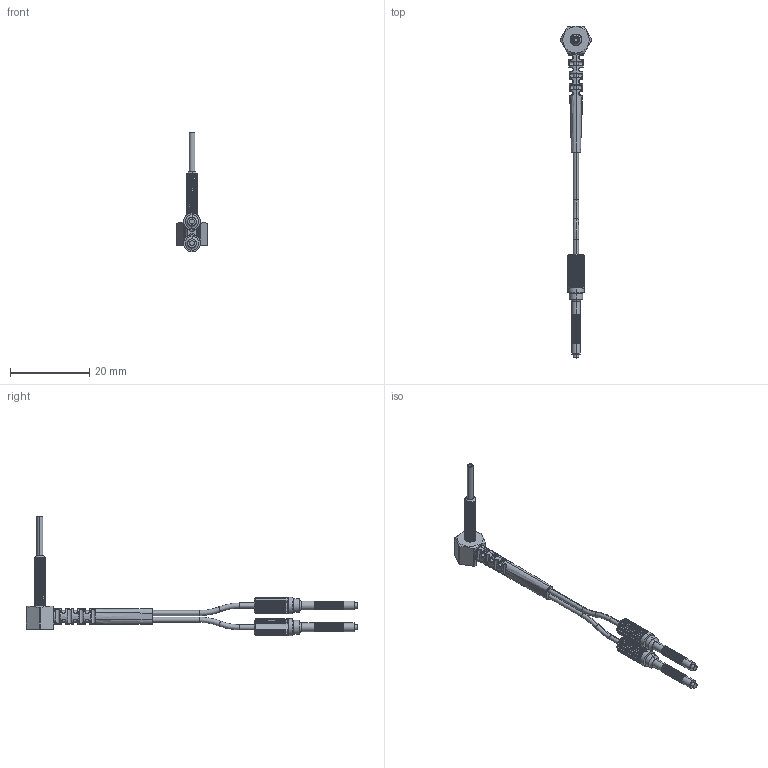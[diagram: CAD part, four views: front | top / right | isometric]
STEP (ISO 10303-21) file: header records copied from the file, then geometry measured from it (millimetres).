
FILE_DESCRIPTION((''),'2;1');
FILE_NAME('PRC3Y10-ITZ_ASM','2020-06-09T17:14:52',('Administrator'),(''),'CREO PARAMETRIC BY PTC INC, 2018400','CREO PARAMETRIC BY PTC INC, 2018400','');
FILE_SCHEMA(('AUTOMOTIVE_DESIGN { 1 0 10303 214 1 1 1 1 }'));
Length unit declared in the file: millimetre
Products named in the file (7): M3-90_0; 15-10_; 13XXX_; PRM3-13__; JW22_13__; 13XIAN__ASM; PRC3Y10-ITZ_ASM
Assembly tree (7 placements, depth 3):
  PRC3Y10-ITZ_ASM
    M3-90_0
    15-10_
    13XIAN__ASM
      13XXX_
      PRM3-13__
      JW22_13__  x2
Bounding box: 7.99 x 84 x 30.15 mm (x, y, z)
Volume: 912.7 mm3; surface area: 2779.6 mm2
Topology: 8 solids, 8 shells, 1188 faces, 2905 edges, 1736 vertices
Faces by surface type: cylinder 469, plane 268, bspline 229, torus 162, extrusion 46, cone 14
Entity records: 44699 total; most frequent: CARTESIAN_POINT 24126, ORIENTED_EDGE 4038, DIRECTION 3299, EDGE_CURVE 2019, AXIS2_PLACEMENT_3D 1410, VERTEX_POINT 1214, CIRCLE 847, EDGE_LOOP 845
